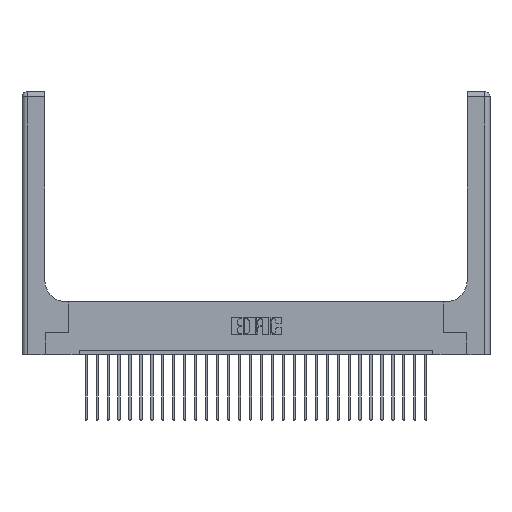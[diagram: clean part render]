
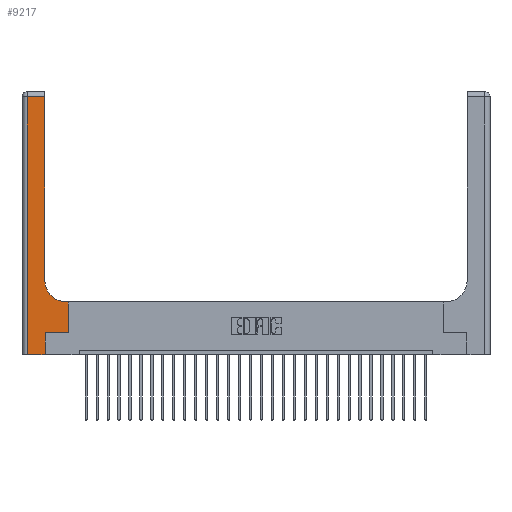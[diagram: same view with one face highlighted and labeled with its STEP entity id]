
A CAD part, top view. The second image highlights one B-rep face of the part: STEP entity #9217.
In plain terms, the highlighted planar face has unit normal (0, 0, 1).
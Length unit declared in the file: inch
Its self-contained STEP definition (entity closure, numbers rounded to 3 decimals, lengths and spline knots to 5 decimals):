
#22 = EDGE_CURVE ( 'NONE', #5907, #15540, #5528, .T. ) ;
#676 = VERTEX_POINT ( 'NONE', #2019 ) ;
#859 = DIRECTION ( 'NONE',  ( 0., 1., 0. ) ) ;
#1112 = VECTOR ( 'NONE', #17169, 39.37008 ) ;
#1323 = LINE ( 'NONE', #7448, #21460 ) ;
#1534 = EDGE_CURVE ( 'NONE', #8817, #5300, #4792, .T. ) ;
#1618 = ORIENTED_EDGE ( 'NONE', *, *, #22, .T. ) ;
#2019 = CARTESIAN_POINT ( 'NONE',  ( 0.528, 0.25, 0.37 ) ) ;
#2539 = EDGE_CURVE ( 'NONE', #9854, #20730, #3669, .T. ) ;
#2831 = CARTESIAN_POINT ( 'NONE',  ( 0.528, 0.25, 0.37 ) ) ;
#3615 = DIRECTION ( 'NONE',  ( -1., 0., 0. ) ) ;
#3669 = LINE ( 'NONE', #11510, #11323 ) ;
#3999 = CARTESIAN_POINT ( 'NONE',  ( 0., 3., 0.37 ) ) ;
#4484 = CARTESIAN_POINT ( 'NONE',  ( 0.265, 0.25, 0.37 ) ) ;
#4792 = LINE ( 'NONE', #5195, #18190 ) ;
#5195 = CARTESIAN_POINT ( 'NONE',  ( 0., 2.94, 0.37 ) ) ;
#5300 = VERTEX_POINT ( 'NONE', #18807 ) ;
#5344 = EDGE_CURVE ( 'NONE', #15540, #8817, #17297, .T. ) ;
#5528 = CIRCLE ( 'NONE', #14706, 0.25 ) ;
#5907 = VERTEX_POINT ( 'NONE', #8578 ) ;
#6345 = EDGE_CURVE ( 'NONE', #5300, #9854, #13692, .T. ) ;
#6696 = DIRECTION ( 'NONE',  ( 1., 0., 0. ) ) ;
#7057 = CARTESIAN_POINT ( 'NONE',  ( 0.265, 0., 0.37 ) ) ;
#7326 = AXIS2_PLACEMENT_3D ( 'NONE', #3999, #18295, #8487 ) ;
#7448 = CARTESIAN_POINT ( 'NONE',  ( 0.26, 0.6, 0.37 ) ) ;
#7662 = ORIENTED_EDGE ( 'NONE', *, *, #19502, .T. ) ;
#8341 = CARTESIAN_POINT ( 'NONE',  ( 0.51, 0.85, 0.37 ) ) ;
#8487 = DIRECTION ( 'NONE',  ( -1., 0., 0. ) ) ;
#8578 = CARTESIAN_POINT ( 'NONE',  ( 0.51, 0.6, 0.37 ) ) ;
#8595 = DIRECTION ( 'NONE',  ( 0., 0., -1. ) ) ;
#8817 = VERTEX_POINT ( 'NONE', #24263 ) ;
#8886 = CARTESIAN_POINT ( 'NONE',  ( 0.26, 3., 0.37 ) ) ;
#9217 = ADVANCED_FACE ( 'NONE', ( #20583 ), #16378, .F. ) ;
#9242 = LINE ( 'NONE', #2831, #9351 ) ;
#9303 = LINE ( 'NONE', #17572, #1112 ) ;
#9351 = VECTOR ( 'NONE', #19430, 39.37008 ) ;
#9496 = DIRECTION ( 'NONE',  ( 0., 1., 0. ) ) ;
#9854 = VERTEX_POINT ( 'NONE', #25786 ) ;
#11070 = DIRECTION ( 'NONE',  ( -1., 0., 0. ) ) ;
#11279 = VECTOR ( 'NONE', #9496, 39.37008 ) ;
#11323 = VECTOR ( 'NONE', #19794, 39.37008 ) ;
#11510 = CARTESIAN_POINT ( 'NONE',  ( 0., 0., 0.37 ) ) ;
#13692 = LINE ( 'NONE', #18044, #22245 ) ;
#13749 = VERTEX_POINT ( 'NONE', #21330 ) ;
#14172 = EDGE_CURVE ( 'NONE', #24790, #676, #9303, .T. ) ;
#14201 = ORIENTED_EDGE ( 'NONE', *, *, #1534, .T. ) ;
#14706 = AXIS2_PLACEMENT_3D ( 'NONE', #8341, #8595, #6696 ) ;
#15540 = VERTEX_POINT ( 'NONE', #22709 ) ;
#15605 = CARTESIAN_POINT ( 'NONE',  ( 0.265, 0., 0.37 ) ) ;
#16378 = PLANE ( 'NONE',  #7326 ) ;
#17030 = ORIENTED_EDGE ( 'NONE', *, *, #6345, .T. ) ;
#17169 = DIRECTION ( 'NONE',  ( 1., 0., 0. ) ) ;
#17297 = LINE ( 'NONE', #8886, #24400 ) ;
#17572 = CARTESIAN_POINT ( 'NONE',  ( 0.265, 0.25, 0.37 ) ) ;
#17629 = LINE ( 'NONE', #7057, #11279 ) ;
#17861 = ORIENTED_EDGE ( 'NONE', *, *, #24000, .T. ) ;
#18044 = CARTESIAN_POINT ( 'NONE',  ( 0.06, 3., 0.37 ) ) ;
#18190 = VECTOR ( 'NONE', #11070, 39.37008 ) ;
#18295 = DIRECTION ( 'NONE',  ( 0., 0., -1. ) ) ;
#18807 = CARTESIAN_POINT ( 'NONE',  ( 0.06, 2.94, 0.37 ) ) ;
#19057 = EDGE_CURVE ( 'NONE', #676, #13749, #9242, .T. ) ;
#19430 = DIRECTION ( 'NONE',  ( 0., 1., 0. ) ) ;
#19502 = EDGE_CURVE ( 'NONE', #13749, #5907, #1323, .T. ) ;
#19794 = DIRECTION ( 'NONE',  ( 1., 0., 0. ) ) ;
#20407 = ORIENTED_EDGE ( 'NONE', *, *, #2539, .T. ) ;
#20583 = FACE_OUTER_BOUND ( 'NONE', #21467, .T. ) ;
#20730 = VERTEX_POINT ( 'NONE', #15605 ) ;
#21330 = CARTESIAN_POINT ( 'NONE',  ( 0.528, 0.6, 0.37 ) ) ;
#21460 = VECTOR ( 'NONE', #3615, 39.37008 ) ;
#21467 = EDGE_LOOP ( 'NONE', ( #23865, #14201, #17030, #20407, #17861, #21764, #24724, #7662, #1618 ) ) ;
#21764 = ORIENTED_EDGE ( 'NONE', *, *, #14172, .T. ) ;
#22245 = VECTOR ( 'NONE', #23714, 39.37008 ) ;
#22709 = CARTESIAN_POINT ( 'NONE',  ( 0.26, 0.85, 0.37 ) ) ;
#23714 = DIRECTION ( 'NONE',  ( 0., -1., 0. ) ) ;
#23865 = ORIENTED_EDGE ( 'NONE', *, *, #5344, .T. ) ;
#24000 = EDGE_CURVE ( 'NONE', #20730, #24790, #17629, .T. ) ;
#24263 = CARTESIAN_POINT ( 'NONE',  ( 0.26, 2.94, 0.37 ) ) ;
#24400 = VECTOR ( 'NONE', #859, 39.37008 ) ;
#24724 = ORIENTED_EDGE ( 'NONE', *, *, #19057, .T. ) ;
#24790 = VERTEX_POINT ( 'NONE', #4484 ) ;
#25786 = CARTESIAN_POINT ( 'NONE',  ( 0.06, 0., 0.37 ) ) ;
